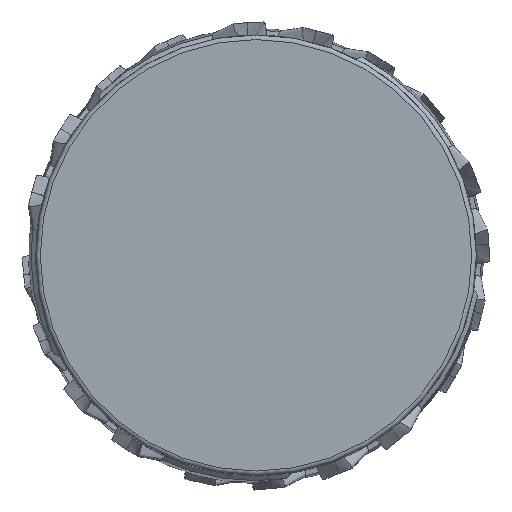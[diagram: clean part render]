
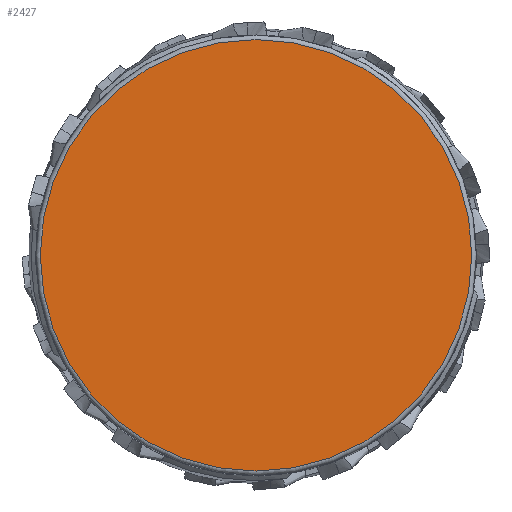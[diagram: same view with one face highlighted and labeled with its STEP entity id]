
A CAD part, top view. The second image highlights one B-rep face of the part: STEP entity #2427.
In plain terms, the highlighted planar face has unit normal (0, 0, 1).
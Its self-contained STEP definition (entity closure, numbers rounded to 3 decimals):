
#2427=ADVANCED_FACE('CLONE_TP_FACE',(#3301),#3101,.T.);
#3101=PLANE('',#12026);
#3301=FACE_OUTER_BOUND('',#3889,.T.);
#3889=EDGE_LOOP('',(#5024));
#5024=ORIENTED_EDGE('',*,*,#9448,.T.);
#8271=VERTEX_POINT('',#17989);
#9448=EDGE_CURVE('',#8271,#8271,#10933,.T.);
#10933=CIRCLE('',#12024,23.411);
#12024=AXIS2_PLACEMENT_3D('',#17988,#13769,#13770);
#12026=AXIS2_PLACEMENT_3D('',#17991,#13773,#13774);
#13769=DIRECTION('',(0.,0.,1.));
#13770=DIRECTION('',(1.,0.,0.));
#13773=DIRECTION('',(0.,0.,1.));
#13774=DIRECTION('',(1.,0.,0.));
#17988=CARTESIAN_POINT('',(0.,0.,0.));
#17989=CARTESIAN_POINT('',(23.411,0.,0.));
#17991=CARTESIAN_POINT('',(9.53,0.,0.));
